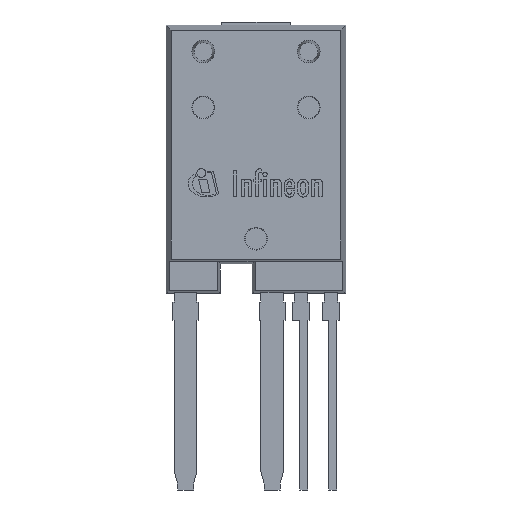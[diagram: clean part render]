
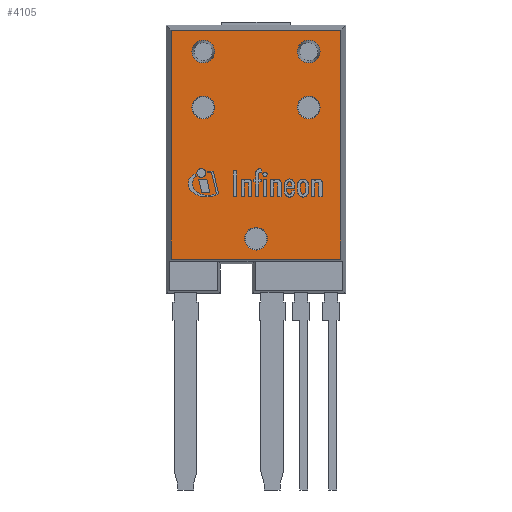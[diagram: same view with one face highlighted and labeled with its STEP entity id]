
A CAD part, left-side view. The second image highlights one B-rep face of the part: STEP entity #4105.
In plain terms, the highlighted planar face has unit normal (-1, 0, 0).
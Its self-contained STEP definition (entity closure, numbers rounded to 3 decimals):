
#34=CIRCLE('',#4339,1.);
#35=CIRCLE('',#4341,1.);
#45=CIRCLE('',#4355,1.);
#46=CIRCLE('',#4357,1.);
#47=CIRCLE('',#4359,1.);
#79=FACE_BOUND('',#613,.T.);
#80=FACE_BOUND('',#614,.T.);
#81=FACE_BOUND('',#615,.T.);
#82=FACE_BOUND('',#616,.T.);
#83=FACE_BOUND('',#617,.T.);
#373=FACE_OUTER_BOUND('',#612,.T.);
#612=EDGE_LOOP('',(#3607,#3608,#3609,#3610));
#613=EDGE_LOOP('',(#3611));
#614=EDGE_LOOP('',(#3612));
#615=EDGE_LOOP('',(#3613));
#616=EDGE_LOOP('',(#3614));
#617=EDGE_LOOP('',(#3615));
#1113=LINE('',#6863,#1612);
#1114=LINE('',#6865,#1613);
#1115=LINE('',#6867,#1614);
#1116=LINE('',#6868,#1615);
#1612=VECTOR('',#5314,1000.);
#1613=VECTOR('',#5315,1000.);
#1614=VECTOR('',#5316,1000.);
#1615=VECTOR('',#5317,1000.);
#1961=VERTEX_POINT('',#6761);
#1962=VERTEX_POINT('',#6765);
#1969=VERTEX_POINT('',#6787);
#1970=VERTEX_POINT('',#6791);
#1971=VERTEX_POINT('',#6795);
#1996=VERTEX_POINT('',#6861);
#1997=VERTEX_POINT('',#6862);
#1998=VERTEX_POINT('',#6864);
#1999=VERTEX_POINT('',#6866);
#2494=EDGE_CURVE('',#1961,#1961,#34,.T.);
#2496=EDGE_CURVE('',#1962,#1962,#35,.T.);
#2507=EDGE_CURVE('',#1969,#1969,#45,.T.);
#2509=EDGE_CURVE('',#1970,#1970,#46,.T.);
#2511=EDGE_CURVE('',#1971,#1971,#47,.T.);
#2542=EDGE_CURVE('',#1996,#1997,#1113,.T.);
#2543=EDGE_CURVE('',#1997,#1998,#1114,.T.);
#2544=EDGE_CURVE('',#1999,#1998,#1115,.T.);
#2545=EDGE_CURVE('',#1996,#1999,#1116,.T.);
#3607=ORIENTED_EDGE('',*,*,#2542,.T.);
#3608=ORIENTED_EDGE('',*,*,#2543,.T.);
#3609=ORIENTED_EDGE('',*,*,#2544,.F.);
#3610=ORIENTED_EDGE('',*,*,#2545,.F.);
#3611=ORIENTED_EDGE('',*,*,#2494,.F.);
#3612=ORIENTED_EDGE('',*,*,#2496,.F.);
#3613=ORIENTED_EDGE('',*,*,#2507,.F.);
#3614=ORIENTED_EDGE('',*,*,#2509,.F.);
#3615=ORIENTED_EDGE('',*,*,#2511,.F.);
#3870=PLANE('',#4368);
#4105=ADVANCED_FACE('',(#373,#79,#80,#81,#82,#83),#3870,.T.);
#4339=AXIS2_PLACEMENT_3D('',#6763,#5220,#5221);
#4341=AXIS2_PLACEMENT_3D('',#6767,#5225,#5226);
#4355=AXIS2_PLACEMENT_3D('',#6789,#5254,#5255);
#4357=AXIS2_PLACEMENT_3D('',#6793,#5259,#5260);
#4359=AXIS2_PLACEMENT_3D('',#6797,#5264,#5265);
#4368=AXIS2_PLACEMENT_3D('',#6860,#5312,#5313);
#5220=DIRECTION('center_axis',(-1.,0.,0.));
#5221=DIRECTION('ref_axis',(0.,-1.,0.));
#5225=DIRECTION('center_axis',(-1.,0.,0.));
#5226=DIRECTION('ref_axis',(0.,-1.,0.));
#5254=DIRECTION('center_axis',(-1.,0.,0.));
#5255=DIRECTION('ref_axis',(0.,-1.,0.));
#5259=DIRECTION('center_axis',(-1.,0.,0.));
#5260=DIRECTION('ref_axis',(0.,-1.,0.));
#5264=DIRECTION('center_axis',(-1.,0.,0.));
#5265=DIRECTION('ref_axis',(0.,-1.,0.));
#5312=DIRECTION('center_axis',(-1.,0.,0.));
#5313=DIRECTION('ref_axis',(0.,-1.,0.));
#5314=DIRECTION('',(0.,-1.,0.));
#5315=DIRECTION('',(0.,0.,1.));
#5316=DIRECTION('',(0.,-1.,0.));
#5317=DIRECTION('',(0.,0.,1.));
#6761=CARTESIAN_POINT('',(-2.09,5.64,23.65));
#6763=CARTESIAN_POINT('Origin',(-2.09,4.64,23.65));
#6765=CARTESIAN_POINT('',(-2.09,-3.64,23.65));
#6767=CARTESIAN_POINT('Origin',(-2.09,-4.64,23.65));
#6787=CARTESIAN_POINT('',(-2.09,5.64,18.74));
#6789=CARTESIAN_POINT('Origin',(-2.09,4.64,18.74));
#6791=CARTESIAN_POINT('',(-2.09,-3.64,18.74));
#6793=CARTESIAN_POINT('Origin',(-2.09,-4.64,18.74));
#6795=CARTESIAN_POINT('',(-2.09,1.,7.18));
#6797=CARTESIAN_POINT('Origin',(-2.09,0.,7.18));
#6860=CARTESIAN_POINT('Origin',(-2.09,0.,14.16));
#6861=CARTESIAN_POINT('',(-2.09,7.479,5.385));
#6862=CARTESIAN_POINT('',(-2.09,-7.479,5.385));
#6863=CARTESIAN_POINT('',(-2.09,7.9,5.385));
#6864=CARTESIAN_POINT('',(-2.09,-7.479,25.539));
#6865=CARTESIAN_POINT('',(-2.09,-7.479,2.36));
#6866=CARTESIAN_POINT('',(-2.09,7.479,25.539));
#6867=CARTESIAN_POINT('',(-2.09,7.9,25.539));
#6868=CARTESIAN_POINT('',(-2.09,7.479,2.36));
